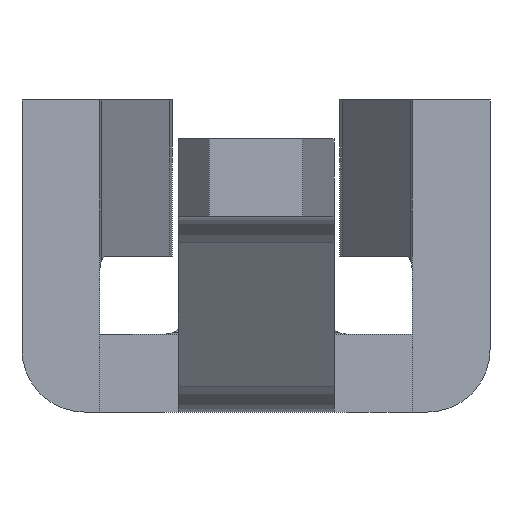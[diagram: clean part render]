
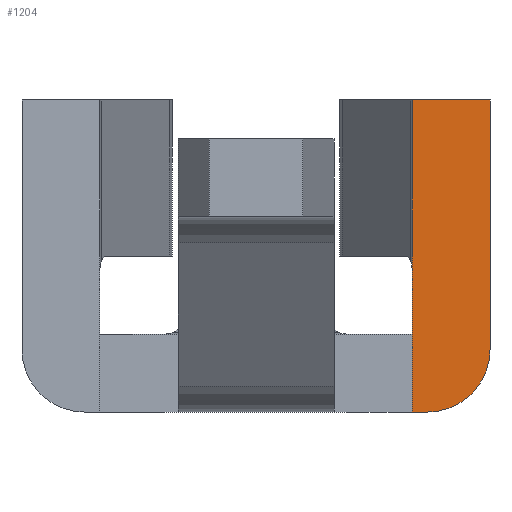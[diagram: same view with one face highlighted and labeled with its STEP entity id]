
A CAD part, front view. The second image highlights one B-rep face of the part: STEP entity #1204.
In plain terms, the highlighted planar face has unit normal (0, -1, 0).
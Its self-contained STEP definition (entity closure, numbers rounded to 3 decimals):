
#34=PLANE('',#1298);
#79=FACE_OUTER_BOUND('',#143,.T.);
#143=EDGE_LOOP('',(#847,#848,#849,#850,#851));
#217=LINE('',#1788,#351);
#226=LINE('',#1806,#360);
#227=LINE('',#1808,#361);
#228=LINE('',#1809,#362);
#351=VECTOR('',#1433,10.);
#360=VECTOR('',#1444,10.);
#361=VECTOR('',#1445,10.);
#362=VECTOR('',#1446,10.);
#474=CIRCLE('',#1294,0.2);
#518=VERTEX_POINT('',#1774);
#519=VERTEX_POINT('',#1776);
#523=VERTEX_POINT('',#1787);
#531=VERTEX_POINT('',#1805);
#532=VERTEX_POINT('',#1807);
#642=EDGE_CURVE('',#518,#519,#474,.T.);
#648=EDGE_CURVE('',#523,#519,#217,.T.);
#657=EDGE_CURVE('',#531,#518,#226,.T.);
#658=EDGE_CURVE('',#531,#532,#227,.T.);
#659=EDGE_CURVE('',#532,#523,#228,.T.);
#847=ORIENTED_EDGE('',*,*,#642,.F.);
#848=ORIENTED_EDGE('',*,*,#657,.F.);
#849=ORIENTED_EDGE('',*,*,#658,.T.);
#850=ORIENTED_EDGE('',*,*,#659,.T.);
#851=ORIENTED_EDGE('',*,*,#648,.T.);
#1204=ADVANCED_FACE('',(#79),#34,.T.);
#1294=AXIS2_PLACEMENT_3D('',#1777,#1422,#1423);
#1298=AXIS2_PLACEMENT_3D('',#1804,#1442,#1443);
#1422=DIRECTION('center_axis',(0.,1.,0.));
#1423=DIRECTION('ref_axis',(0.707,0.,-0.707));
#1433=DIRECTION('',(1.,0.,0.));
#1442=DIRECTION('center_axis',(0.,-1.,0.));
#1443=DIRECTION('ref_axis',(0.,0.,-1.));
#1444=DIRECTION('',(0.,0.,-1.));
#1445=DIRECTION('',(-1.,0.,0.));
#1446=DIRECTION('',(0.,0.,-1.));
#1774=CARTESIAN_POINT('',(1.,3.075,-0.425));
#1776=CARTESIAN_POINT('',(0.8,3.075,-0.625));
#1777=CARTESIAN_POINT('Origin',(0.8,3.075,-0.425));
#1787=CARTESIAN_POINT('',(0.75,3.075,-0.625));
#1788=CARTESIAN_POINT('',(0.625,3.075,-0.625));
#1804=CARTESIAN_POINT('Origin',(0.875,3.075,0.125));
#1805=CARTESIAN_POINT('',(1.,3.075,0.375));
#1806=CARTESIAN_POINT('',(1.,3.075,-0.125));
#1807=CARTESIAN_POINT('',(0.75,3.075,0.375));
#1808=CARTESIAN_POINT('',(1.,3.075,0.375));
#1809=CARTESIAN_POINT('',(0.75,3.075,0.375));
